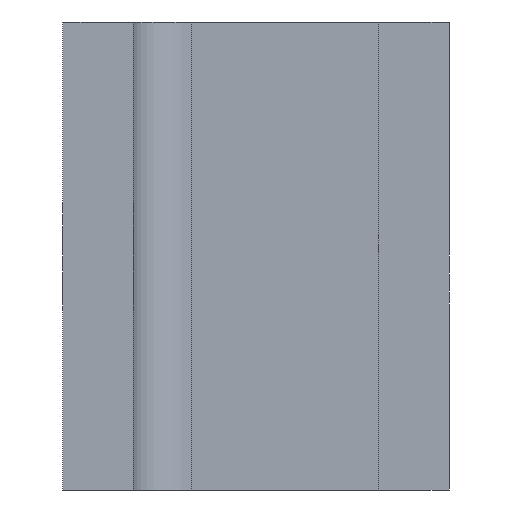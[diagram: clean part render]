
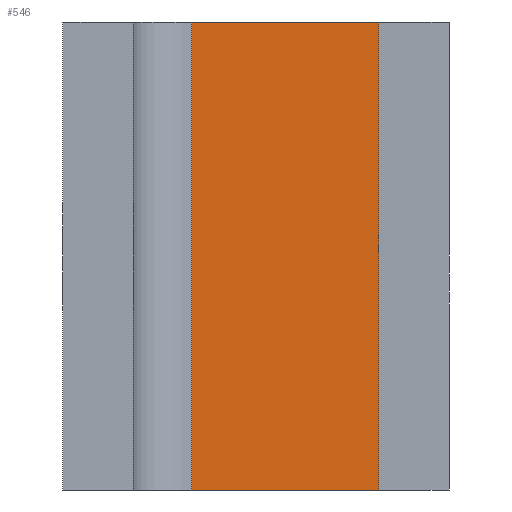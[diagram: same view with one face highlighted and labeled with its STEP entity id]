
A CAD part, left-side view. The second image highlights one B-rep face of the part: STEP entity #546.
In plain terms, the highlighted planar face has unit normal (-1, 0, 0).
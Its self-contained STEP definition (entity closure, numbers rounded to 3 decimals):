
#32=DIRECTION('',(0.,0.,-1.));
#33=VECTOR('',#32,40.);
#34=CARTESIAN_POINT('',(52.,6.,40.));
#35=LINE('',#34,#33);
#36=DIRECTION('',(0.,-1.,0.));
#37=VECTOR('',#36,16.);
#38=CARTESIAN_POINT('',(52.,22.,0.));
#39=LINE('',#38,#37);
#44=DIRECTION('',(0.,0.,1.));
#45=VECTOR('',#44,40.);
#46=CARTESIAN_POINT('',(52.,22.,0.));
#47=LINE('',#46,#45);
#256=DIRECTION('',(0.,-1.,0.));
#257=VECTOR('',#256,16.);
#258=CARTESIAN_POINT('',(52.,22.,40.));
#259=LINE('',#258,#257);
#394=CARTESIAN_POINT('',(52.,22.,0.));
#395=VERTEX_POINT('',#394);
#396=CARTESIAN_POINT('',(52.,6.,0.));
#397=VERTEX_POINT('',#396);
#398=CARTESIAN_POINT('',(52.,6.,40.));
#400=VERTEX_POINT('',#398);
#402=CARTESIAN_POINT('',(52.,22.,40.));
#403=VERTEX_POINT('',#402);
#533=CARTESIAN_POINT('',(52.,6.,0.));
#534=DIRECTION('',(-1.,0.,0.));
#535=DIRECTION('',(0.,1.,0.));
#536=AXIS2_PLACEMENT_3D('',#533,#534,#535);
#537=PLANE('',#536);
#538=ORIENTED_EDGE('',*,*,#513,.F.);
#540=ORIENTED_EDGE('',*,*,#539,.T.);
#542=ORIENTED_EDGE('',*,*,#541,.T.);
#543=ORIENTED_EDGE('',*,*,#524,.T.);
#544=EDGE_LOOP('',(#538,#540,#542,#543));
#545=FACE_OUTER_BOUND('',#544,.F.);
#546=ADVANCED_FACE('',(#545),#537,.T.);
#513=EDGE_CURVE('',#395,#397,#39,.T.);
#524=EDGE_CURVE('',#400,#397,#35,.T.);
#539=EDGE_CURVE('',#395,#403,#47,.T.);
#541=EDGE_CURVE('',#403,#400,#259,.T.);
